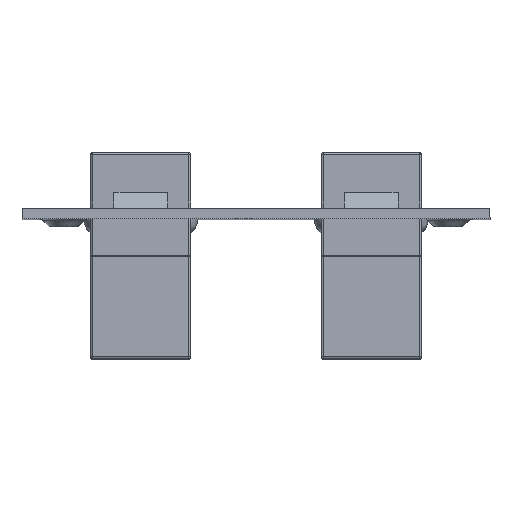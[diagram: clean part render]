
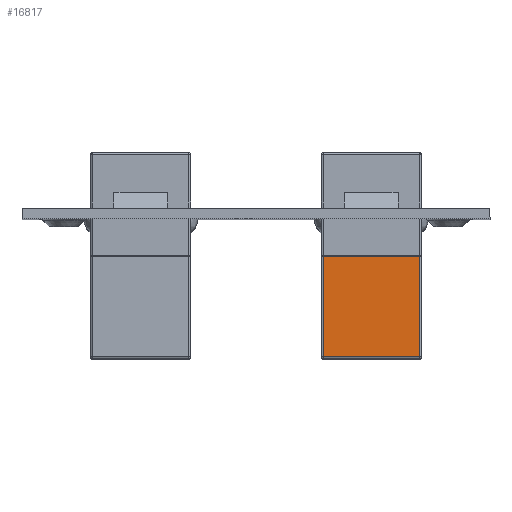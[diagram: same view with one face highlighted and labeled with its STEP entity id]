
A CAD part, top view. The second image highlights one B-rep face of the part: STEP entity #16817.
In plain terms, the highlighted face is planar.
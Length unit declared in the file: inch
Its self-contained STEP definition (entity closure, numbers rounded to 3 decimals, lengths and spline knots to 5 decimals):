
#479 = CARTESIAN_POINT ( 'NONE',  ( -0.27559, -0.57874, -0.31693 ) ) ;
#2344 = VECTOR ( 'NONE', #5294, 39.37008 ) ;
#2725 = EDGE_LOOP ( 'NONE', ( #19287, #11317, #9831, #5182 ) ) ;
#3362 = LINE ( 'NONE', #4308, #20218 ) ;
#3657 = CARTESIAN_POINT ( 'NONE',  ( -0.2874, -0.57874, -0.31693 ) ) ;
#4216 = VECTOR ( 'NONE', #17691, 39.37008 ) ;
#4308 = CARTESIAN_POINT ( 'NONE',  ( -0.27559, 0.59055, -0.31693 ) ) ;
#4680 = VERTEX_POINT ( 'NONE', #19212 ) ;
#5182 = ORIENTED_EDGE ( 'NONE', *, *, #8463, .T. ) ;
#5294 = DIRECTION ( 'NONE',  ( -1., 0., 0. ) ) ;
#5590 = DIRECTION ( 'NONE',  ( 1., 0., 0. ) ) ;
#8037 = LINE ( 'NONE', #12853, #4216 ) ;
#8463 = EDGE_CURVE ( 'NONE', #12609, #9433, #3362, .T. ) ;
#9223 = EDGE_CURVE ( 'NONE', #9380, #12609, #15337, .T. ) ;
#9224 = AXIS2_PLACEMENT_3D ( 'NONE', #16929, #15368, #5590 ) ;
#9380 = VERTEX_POINT ( 'NONE', #13784 ) ;
#9433 = VERTEX_POINT ( 'NONE', #15501 ) ;
#9831 = ORIENTED_EDGE ( 'NONE', *, *, #9223, .T. ) ;
#11094 = EDGE_CURVE ( 'NONE', #4680, #9433, #8037, .T. ) ;
#11317 = ORIENTED_EDGE ( 'NONE', *, *, #15875, .T. ) ;
#11672 = CARTESIAN_POINT ( 'NONE',  ( 0.27559, 0.59055, -0.31693 ) ) ;
#12598 = LINE ( 'NONE', #11672, #20756 ) ;
#12609 = VERTEX_POINT ( 'NONE', #479 ) ;
#12853 = CARTESIAN_POINT ( 'NONE',  ( -0.2874, -0.00197, -0.31693 ) ) ;
#13306 = DIRECTION ( 'NONE',  ( 0., -1., 0. ) ) ;
#13742 = PLANE ( 'NONE',  #9224 ) ;
#13784 = CARTESIAN_POINT ( 'NONE',  ( 0.27559, -0.57874, -0.31693 ) ) ;
#15337 = LINE ( 'NONE', #3657, #2344 ) ;
#15368 = DIRECTION ( 'NONE',  ( 0., 0., 1. ) ) ;
#15501 = CARTESIAN_POINT ( 'NONE',  ( -0.27559, -0.00197, -0.31693 ) ) ;
#15875 = EDGE_CURVE ( 'NONE', #4680, #9380, #12598, .T. ) ;
#16817 = ADVANCED_FACE ( 'NONE', ( #19438 ), #13742, .F. ) ;
#16929 = CARTESIAN_POINT ( 'NONE',  ( -0.2874, 0.59055, -0.31693 ) ) ;
#17691 = DIRECTION ( 'NONE',  ( -1., 0., 0. ) ) ;
#19021 = DIRECTION ( 'NONE',  ( 0., 1., 0. ) ) ;
#19212 = CARTESIAN_POINT ( 'NONE',  ( 0.27559, -0.00197, -0.31693 ) ) ;
#19287 = ORIENTED_EDGE ( 'NONE', *, *, #11094, .F. ) ;
#19438 = FACE_OUTER_BOUND ( 'NONE', #2725, .T. ) ;
#20218 = VECTOR ( 'NONE', #19021, 39.37008 ) ;
#20756 = VECTOR ( 'NONE', #13306, 39.37008 ) ;
